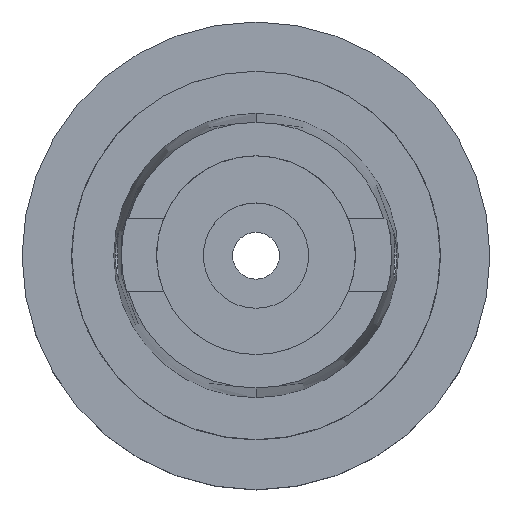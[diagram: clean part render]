
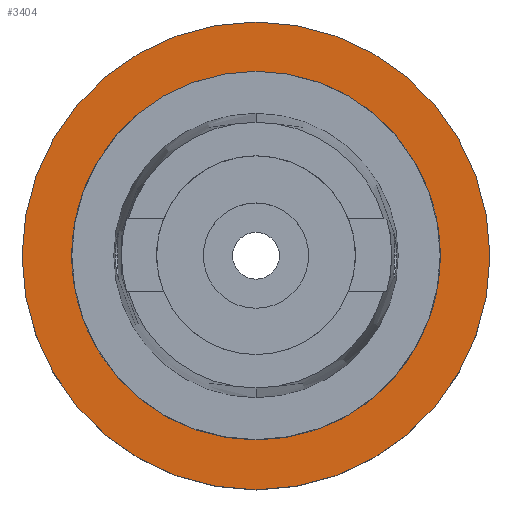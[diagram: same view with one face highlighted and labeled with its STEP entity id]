
A CAD part, top view. The second image highlights one B-rep face of the part: STEP entity #3404.
In plain terms, the highlighted planar face has unit normal (0, 0, 1).
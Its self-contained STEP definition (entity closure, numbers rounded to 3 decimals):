
#1317=CARTESIAN_POINT('',(0.,0.,-42.));
#1318=DIRECTION('',(0.,0.,-1.));
#1319=DIRECTION('',(0.,-1.,0.));
#1320=AXIS2_PLACEMENT_3D('',#1317,#1318,#1319);
#1325=CARTESIAN_POINT('',(0.,0.,-42.));
#1326=DIRECTION('',(0.,0.,-1.));
#1327=DIRECTION('',(0.,1.,0.));
#1328=AXIS2_PLACEMENT_3D('',#1325,#1326,#1327);
#1333=CARTESIAN_POINT('',(0.,0.,-42.));
#1334=DIRECTION('',(0.,0.,1.));
#1335=DIRECTION('',(0.,-1.,0.));
#1336=AXIS2_PLACEMENT_3D('',#1333,#1334,#1335);
#1341=CARTESIAN_POINT('',(0.,0.,-42.));
#1342=DIRECTION('',(0.,0.,1.));
#1343=DIRECTION('',(0.,1.,0.));
#1344=AXIS2_PLACEMENT_3D('',#1341,#1342,#1343);
#2321=CARTESIAN_POINT('',(0.,40.,-42.));
#2322=VERTEX_POINT('',#2321);
#2323=CARTESIAN_POINT('',(0.,-40.,-42.));
#2324=VERTEX_POINT('',#2323);
#2325=CARTESIAN_POINT('',(0.,-26.3,-42.));
#2326=CARTESIAN_POINT('',(0.,26.3,-42.));
#2327=VERTEX_POINT('',#2325);
#2328=VERTEX_POINT('',#2326);
#3389=CARTESIAN_POINT('',(0.,0.,-42.));
#3390=DIRECTION('',(0.,0.,1.));
#3391=DIRECTION('',(0.,1.,0.));
#3392=AXIS2_PLACEMENT_3D('',#3389,#3390,#3391);
#3393=PLANE('',#3392);
#3395=ORIENTED_EDGE('',*,*,#3394,.T.);
#3397=ORIENTED_EDGE('',*,*,#3396,.T.);
#3398=EDGE_LOOP('',(#3395,#3397));
#3399=FACE_OUTER_BOUND('',#3398,.F.);
#3400=ORIENTED_EDGE('',*,*,#3382,.T.);
#3401=ORIENTED_EDGE('',*,*,#3371,.T.);
#3402=EDGE_LOOP('',(#3400,#3401));
#3403=FACE_BOUND('',#3402,.F.);
#1321=CIRCLE('',#1320,40.);
#1329=CIRCLE('',#1328,40.);
#1337=CIRCLE('',#1336,26.3);
#1345=CIRCLE('',#1344,26.3);
#3371=EDGE_CURVE('',#2328,#2327,#1345,.T.);
#3382=EDGE_CURVE('',#2327,#2328,#1337,.T.);
#3394=EDGE_CURVE('',#2324,#2322,#1321,.T.);
#3396=EDGE_CURVE('',#2322,#2324,#1329,.T.);
#3404=ADVANCED_FACE('',(#3399,#3403),#3393,.T.);
